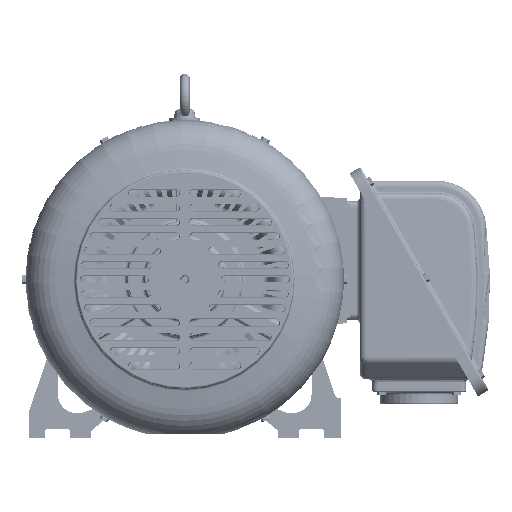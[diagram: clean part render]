
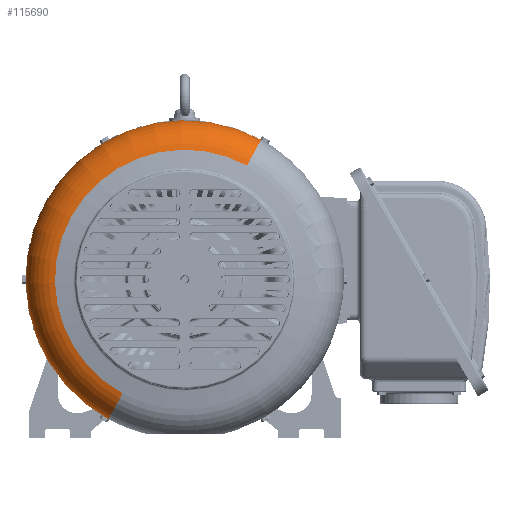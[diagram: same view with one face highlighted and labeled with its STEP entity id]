
A CAD part, front view. The second image highlights one B-rep face of the part: STEP entity #115690.
In plain terms, the highlighted toroidal (fillet/blend) face has major radius 197.75 mm and minor radius 57 mm.
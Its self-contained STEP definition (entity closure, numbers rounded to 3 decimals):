
#115530=CARTESIAN_POINT('Axis2P3D Location',(0.,-399.243,0.)) ;
#115534=CARTESIAN_POINT('Vertex',(-99.552,-399.243,-182.228)) ;
#115536=CARTESIAN_POINT('Vertex',(99.552,-399.243,182.228)) ;
#115660=CARTESIAN_POINT('Axis2P3D Location',(0.,-343.109,0.)) ;
#115665=CARTESIAN_POINT('Axis2P3D Location',(0.,-343.109,0.)) ;
#115669=CARTESIAN_POINT('Vertex',(-122.134,-343.109,-223.564)) ;
#115671=CARTESIAN_POINT('Vertex',(122.134,-343.109,223.564)) ;
#115674=CARTESIAN_POINT('Axis2P3D Location',(-94.806,-343.109,-173.542)) ;
#115679=CARTESIAN_POINT('Axis2P3D Location',(94.806,-343.109,173.542)) ;
#115531=DIRECTION('Axis2P3D Direction',(0.,1.,-0.)) ;
#115661=DIRECTION('Axis2P3D Direction',(0.,1.,-0.)) ;
#115662=DIRECTION('Axis2P3D XDirection',(0.479,0.,0.878)) ;
#115666=DIRECTION('Axis2P3D Direction',(0.,1.,-0.)) ;
#115675=DIRECTION('Axis2P3D Direction',(0.878,-0.,-0.479)) ;
#115680=DIRECTION('Axis2P3D Direction',(-0.878,0.,0.479)) ;
#115532=AXIS2_PLACEMENT_3D('Circle Axis2P3D',#115530,#115531,$) ;
#115663=AXIS2_PLACEMENT_3D('Torus Axis2P3D',#115660,#115661,#115662) ;
#115667=AXIS2_PLACEMENT_3D('Circle Axis2P3D',#115665,#115666,$) ;
#115676=AXIS2_PLACEMENT_3D('Circle Axis2P3D',#115674,#115675,$) ;
#115681=AXIS2_PLACEMENT_3D('Circle Axis2P3D',#115679,#115680,$) ;
#115685=ORIENTED_EDGE('',*,*,#115673,.F.) ;
#115686=ORIENTED_EDGE('',*,*,#115678,.T.) ;
#115687=ORIENTED_EDGE('',*,*,#115538,.T.) ;
#115688=ORIENTED_EDGE('',*,*,#115683,.F.) ;
#115690=ADVANCED_FACE('31407B027X202.1',(#115689),#115664,.T.) ;
#115533=CIRCLE('generated circle',#115532,207.648) ;
#115668=CIRCLE('generated circle',#115667,254.75) ;
#115677=CIRCLE('generated circle',#115676,57.) ;
#115682=CIRCLE('generated circle',#115681,57.) ;
#115664=TOROIDAL_SURFACE('homeo Torus',#115663,197.75,57.) ;
#115538=EDGE_CURVE('',#115535,#115537,#115533,.T.) ;
#115673=EDGE_CURVE('',#115670,#115672,#115668,.T.) ;
#115678=EDGE_CURVE('',#115670,#115535,#115677,.F.) ;
#115683=EDGE_CURVE('',#115672,#115537,#115682,.F.) ;
#115684=EDGE_LOOP('',(#115685,#115686,#115687,#115688)) ;
#115689=FACE_OUTER_BOUND('',#115684,.T.) ;
#115535=VERTEX_POINT('',#115534) ;
#115537=VERTEX_POINT('',#115536) ;
#115670=VERTEX_POINT('',#115669) ;
#115672=VERTEX_POINT('',#115671) ;
